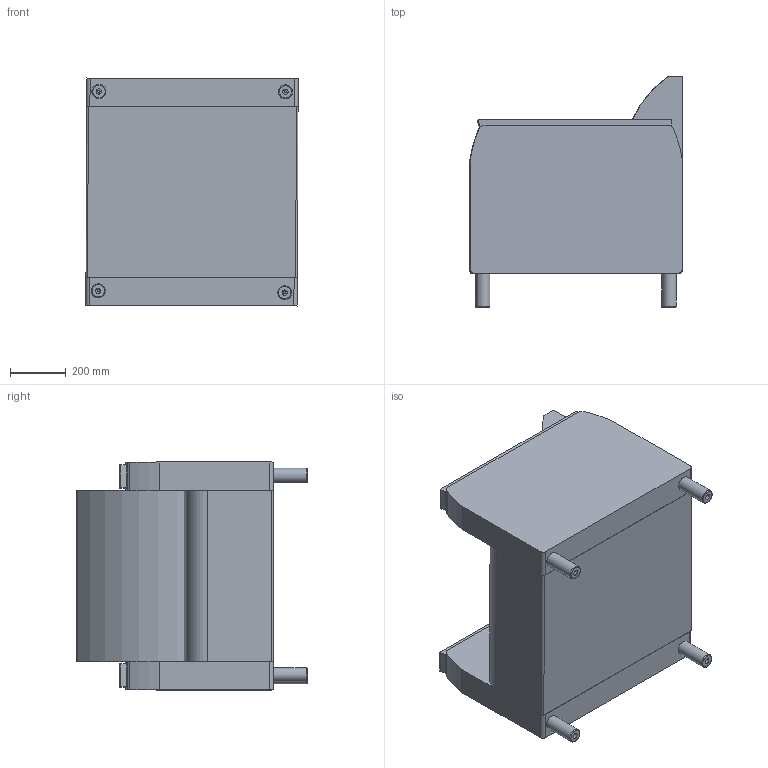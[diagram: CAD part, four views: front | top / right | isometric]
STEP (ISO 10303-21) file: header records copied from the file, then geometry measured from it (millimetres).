
FILE_DESCRIPTION(/* description */ (''),/* implementation_level */ '2;1');
FILE_NAME(/* name */ 'AS12AW.stp',/* time_stamp */ '2015-03-09T06:59:59-04:00',/* author */ ('jbosley'),/* organization */ (''),/* preprocessor_version */ 'ST-DEVELOPER v15.6',/* originating_system */ 'Autodesk Inventor 2015',/* authorisation */ '');
FILE_SCHEMA (('AUTOMOTIVE_DESIGN { 1 0 10303 214 3 1 1 }'));
Length unit declared in the file: inch
Products named in the file (6): AS10 UBASE; AS12 AC UARML-2; AS12 AC UARMR-2; LEG RD2X5 PLT; AS10-2-27; AS12AW
Bounding box: 764.18 x 829.95 x 821.18 mm (x, y, z)
Volume: 274335368.6 mm3; surface area: 4894219.5 mm2
Topology: 9 solids, 9 shells, 100 faces, 212 edges, 140 vertices
Faces by surface type: plane 49, cylinder 43, bspline 4, torus 4
Full cylindrical faces by diameter (mm): 3.175 x6, 7.938 x4, 19.05 x4, 50.8 x4
Entity records: 2329 total; most frequent: CARTESIAN_POINT 696, DIRECTION 341, ORIENTED_EDGE 284, EDGE_CURVE 142, AXIS2_PLACEMENT_3D 132, VERTEX_POINT 99, EDGE_LOOP 77, LINE 77
